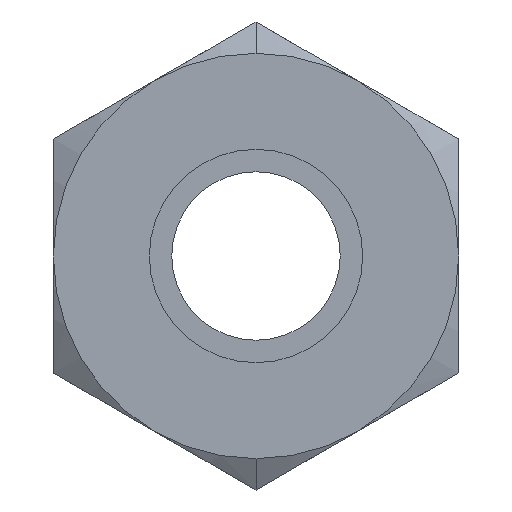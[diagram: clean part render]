
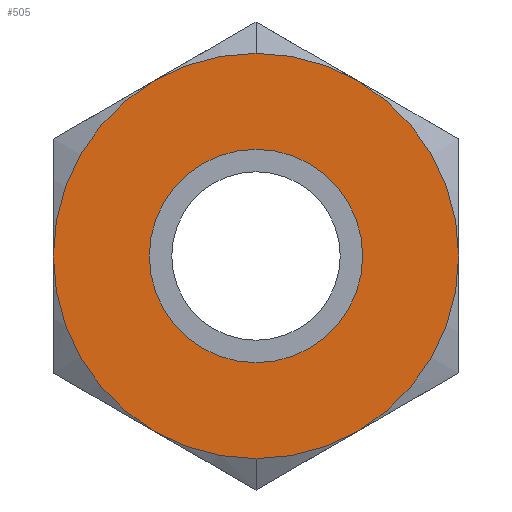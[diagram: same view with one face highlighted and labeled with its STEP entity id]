
A CAD part, left-side view. The second image highlights one B-rep face of the part: STEP entity #505.
In plain terms, the highlighted planar face has unit normal (-1, 0, 0).
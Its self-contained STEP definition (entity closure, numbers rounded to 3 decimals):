
#432 = FACE_BOUND ( 'NONE', #939, .T. ) ;
#505 = ADVANCED_FACE ( 'NONE', ( #432, #1096 ), #9044, .T. ) ;
#587 = CARTESIAN_POINT ( 'NONE',  ( 0., 0., 0. ) ) ;
#771 = VERTEX_POINT ( 'NONE', #3756 ) ;
#784 = DIRECTION ( 'NONE',  ( 1., 0., 0. ) ) ;
#939 = EDGE_LOOP ( 'NONE', ( #6538, #3594 ) ) ;
#1096 = FACE_OUTER_BOUND ( 'NONE', #8579, .T. ) ;
#1295 = EDGE_CURVE ( 'NONE', #5910, #2954, #3846, .T. ) ;
#2022 = CARTESIAN_POINT ( 'NONE',  ( 0., 0., 9.5 ) ) ;
#2471 = DIRECTION ( 'NONE',  ( 0., 0., 1. ) ) ;
#2607 = CIRCLE ( 'NONE', #5032, 5. ) ;
#2651 = AXIS2_PLACEMENT_3D ( 'NONE', #8993, #8324, #2471 ) ;
#2724 = DIRECTION ( 'NONE',  ( 0., 0., -1. ) ) ;
#2954 = VERTEX_POINT ( 'NONE', #2022 ) ;
#3020 = DIRECTION ( 'NONE',  ( 0., 0., -1. ) ) ;
#3383 = CARTESIAN_POINT ( 'NONE',  ( 0., 0., -9.5 ) ) ;
#3421 = EDGE_CURVE ( 'NONE', #771, #3426, #2607, .T. ) ;
#3426 = VERTEX_POINT ( 'NONE', #7604 ) ;
#3594 = ORIENTED_EDGE ( 'NONE', *, *, #3421, .T. ) ;
#3749 = AXIS2_PLACEMENT_3D ( 'NONE', #5314, #3994, #4604 ) ;
#3756 = CARTESIAN_POINT ( 'NONE',  ( 0., 0., 5. ) ) ;
#3846 = CIRCLE ( 'NONE', #5820, 9.5 ) ;
#3901 = CARTESIAN_POINT ( 'NONE',  ( 0., 0., 0. ) ) ;
#3994 = DIRECTION ( 'NONE',  ( 1., 0., 0. ) ) ;
#3996 = DIRECTION ( 'NONE',  ( 0., 0., 1. ) ) ;
#4604 = DIRECTION ( 'NONE',  ( 0., 0., 1. ) ) ;
#5032 = AXIS2_PLACEMENT_3D ( 'NONE', #3901, #8221, #3996 ) ;
#5314 = CARTESIAN_POINT ( 'NONE',  ( 0., 0., 0. ) ) ;
#5463 = ORIENTED_EDGE ( 'NONE', *, *, #1295, .F. ) ;
#5820 = AXIS2_PLACEMENT_3D ( 'NONE', #7962, #784, #3020 ) ;
#5910 = VERTEX_POINT ( 'NONE', #3383 ) ;
#6538 = ORIENTED_EDGE ( 'NONE', *, *, #7836, .T. ) ;
#7082 = EDGE_CURVE ( 'NONE', #2954, #5910, #8758, .T. ) ;
#7604 = CARTESIAN_POINT ( 'NONE',  ( 0., 0., -5. ) ) ;
#7836 = EDGE_CURVE ( 'NONE', #3426, #771, #7844, .T. ) ;
#7842 = ORIENTED_EDGE ( 'NONE', *, *, #7082, .F. ) ;
#7844 = CIRCLE ( 'NONE', #8003, 5. ) ;
#7962 = CARTESIAN_POINT ( 'NONE',  ( 0., 0., 0. ) ) ;
#8003 = AXIS2_PLACEMENT_3D ( 'NONE', #587, #9205, #2724 ) ;
#8221 = DIRECTION ( 'NONE',  ( 1., 0., 0. ) ) ;
#8324 = DIRECTION ( 'NONE',  ( -1., 0., 0. ) ) ;
#8579 = EDGE_LOOP ( 'NONE', ( #7842, #5463 ) ) ;
#8758 = CIRCLE ( 'NONE', #3749, 9.5 ) ;
#8993 = CARTESIAN_POINT ( 'NONE',  ( 0., 0., 4.75 ) ) ;
#9044 = PLANE ( 'NONE',  #2651 ) ;
#9205 = DIRECTION ( 'NONE',  ( 1., 0., 0. ) ) ;
